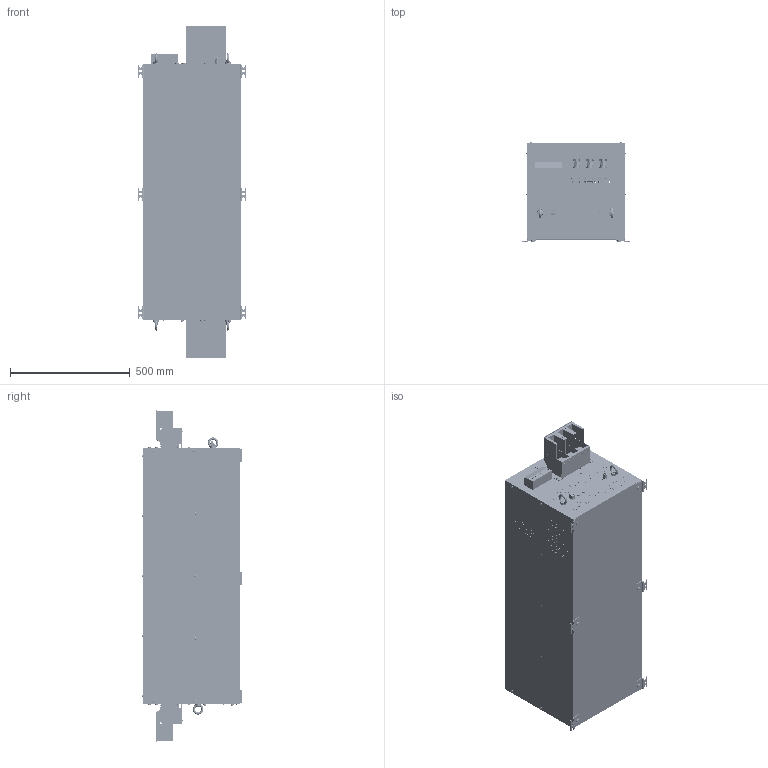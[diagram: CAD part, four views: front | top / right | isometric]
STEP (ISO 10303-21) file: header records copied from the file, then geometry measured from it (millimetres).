
FILE_DESCRIPTION (( 'STEP AP214' ), '1' );
FILE_NAME ('480875.STEP', '2022-06-14T11:01:03', ( '' ), ( '' ), 'SwSTEP 2.0', 'SolidWorks 2018', '' );
FILE_SCHEMA (( 'AUTOMOTIVE_DESIGN' ));
Length unit declared in the file: millimetre
Products named in the file (1): 480875
Bounding box: 454 x 418.74 x 1389 mm (x, y, z)
Volume: 9458037.8 mm3; surface area: 4991015.8 mm2
Topology: 1 solids, 41 shells, 7539 faces, 16983 edges, 11110 vertices
Faces by surface type: cylinder 3865, plane 3100, torus 365, cone 165, sphere 28, bspline 16
Entity records: 222940 total; most frequent: CARTESIAN_POINT 45092, DIRECTION 40638, ORIENTED_EDGE 33966, EDGE_CURVE 16983, AXIS2_PLACEMENT_3D 16655, VERTEX_POINT 11110, EDGE_LOOP 9535, CIRCLE 9131
